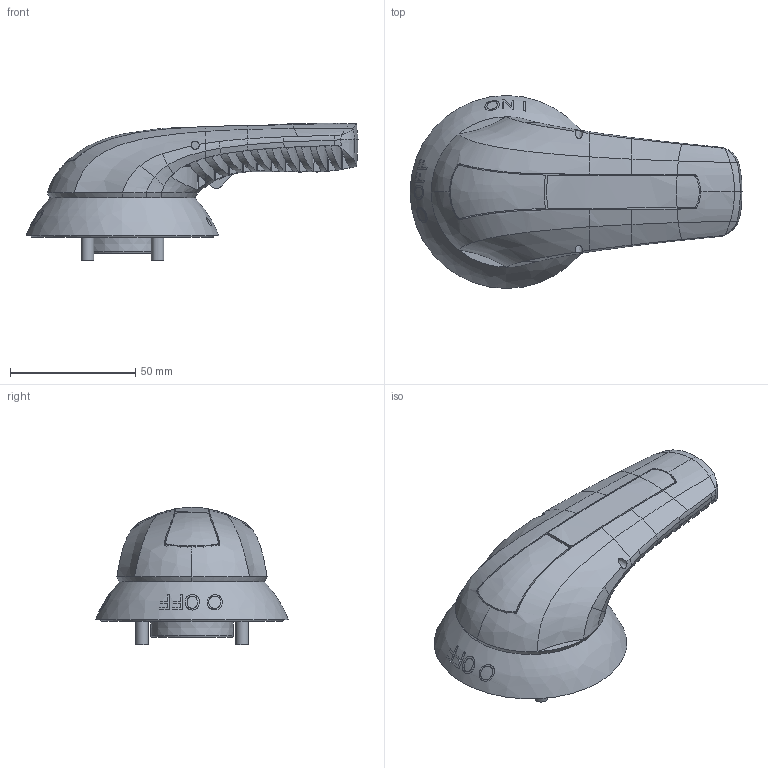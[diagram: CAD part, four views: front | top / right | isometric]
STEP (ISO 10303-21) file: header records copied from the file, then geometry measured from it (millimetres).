
FILE_DESCRIPTION(/* description */ (''),/* implementation_level */ '2;1');
FILE_NAME(/* name */ '3d_GEFX61B.stp',/* time_stamp */ '2024-10-04T16:11:43+02:00',/* author */ (''),/* organization */ (''),/* preprocessor_version */ 'ST-DEVELOPER v16.7',/* originating_system */ 'SIEMENS PLM Software NX 12.0',/* authorisation */ '');
FILE_SCHEMA (('AUTOMOTIVE_DESIGN { 1 0 10303 214 3 1 1 1 }'));
Length unit declared in the file: millimetre
Products named in the file (1): RuggC16432B6tkyd
Bounding box: 132.49 x 76.99 x 54.75 mm (x, y, z)
Surface area: 35408.6 mm2 (no closed solid volume)
Topology: 0 solids, 4 shells, 1317 faces, 3958 edges, 2482 vertices
Faces by surface type: bspline 709, cylinder 213, plane 197, sphere 112, cone 55, torus 31
Full cylindrical faces by diameter (mm): 3.2 x1, 5 x4
Entity records: 84380 total; most frequent: CARTESIAN_POINT 57307, ORIENTED_EDGE 6884, EDGE_CURVE 3836, DIRECTION 3073, B_SPLINE_CURVE_WITH_KNOTS 2495, VERTEX_POINT 2453, EDGE_LOOP 1359, ADVANCED_FACE 1317
